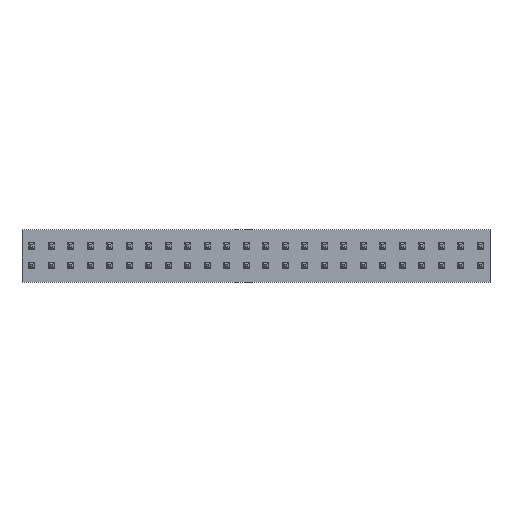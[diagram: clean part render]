
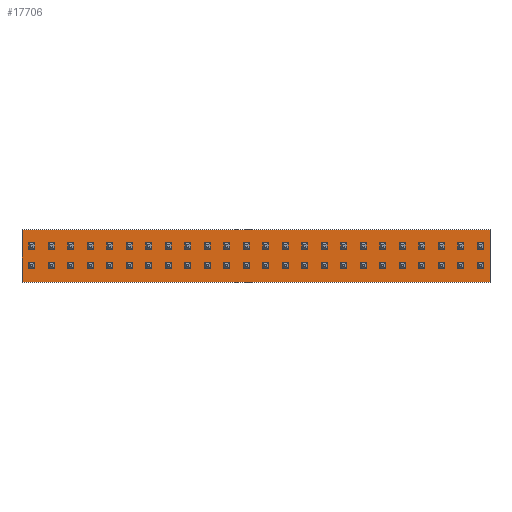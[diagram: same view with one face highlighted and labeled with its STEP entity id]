
A CAD part, top view. The second image highlights one B-rep face of the part: STEP entity #17706.
In plain terms, the highlighted face is planar.
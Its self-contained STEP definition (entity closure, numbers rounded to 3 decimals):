
#17574 = EDGE_CURVE('',#17575,#17577,#17579,.T.);
#17575 = VERTEX_POINT('',#17576);
#17576 = CARTESIAN_POINT('',(-15.24,1.778,-1.715));
#17577 = VERTEX_POINT('',#17578);
#17578 = CARTESIAN_POINT('',(-15.24,1.778,1.715));
#17579 = LINE('',#17580,#17581);
#17580 = CARTESIAN_POINT('',(-15.24,1.778,-1.715));
#17581 = VECTOR('',#17582,1.);
#17582 = DIRECTION('',(0.,0.,1.));
#17614 = EDGE_CURVE('',#17577,#17615,#17617,.T.);
#17615 = VERTEX_POINT('',#17616);
#17616 = CARTESIAN_POINT('',(15.24,1.778,1.715));
#17617 = LINE('',#17618,#17619);
#17618 = CARTESIAN_POINT('',(-15.24,1.778,1.715));
#17619 = VECTOR('',#17620,1.);
#17620 = DIRECTION('',(1.,0.,0.));
#17645 = EDGE_CURVE('',#17615,#17646,#17648,.T.);
#17646 = VERTEX_POINT('',#17647);
#17647 = CARTESIAN_POINT('',(15.24,1.778,-1.715));
#17648 = LINE('',#17649,#17650);
#17649 = CARTESIAN_POINT('',(15.24,1.778,1.715));
#17650 = VECTOR('',#17651,1.);
#17651 = DIRECTION('',(0.,0.,-1.));
#17676 = EDGE_CURVE('',#17646,#17575,#17677,.T.);
#17677 = LINE('',#17678,#17679);
#17678 = CARTESIAN_POINT('',(15.24,1.778,-1.715));
#17679 = VECTOR('',#17680,1.);
#17680 = DIRECTION('',(-1.,0.,0.));
#17706 = ADVANCED_FACE('',(#17707),#17713,.T.);
#17707 = FACE_BOUND('',#17708,.T.);
#17708 = EDGE_LOOP('',(#17709,#17710,#17711,#17712));
#17709 = ORIENTED_EDGE('',*,*,#17574,.T.);
#17710 = ORIENTED_EDGE('',*,*,#17614,.T.);
#17711 = ORIENTED_EDGE('',*,*,#17645,.T.);
#17712 = ORIENTED_EDGE('',*,*,#17676,.T.);
#17713 = PLANE('',#17714);
#17714 = AXIS2_PLACEMENT_3D('',#17715,#17716,#17717);
#17715 = CARTESIAN_POINT('',(0.,1.778,0.));
#17716 = DIRECTION('',(0.,1.,0.));
#17717 = DIRECTION('',(0.,-0.,1.));
